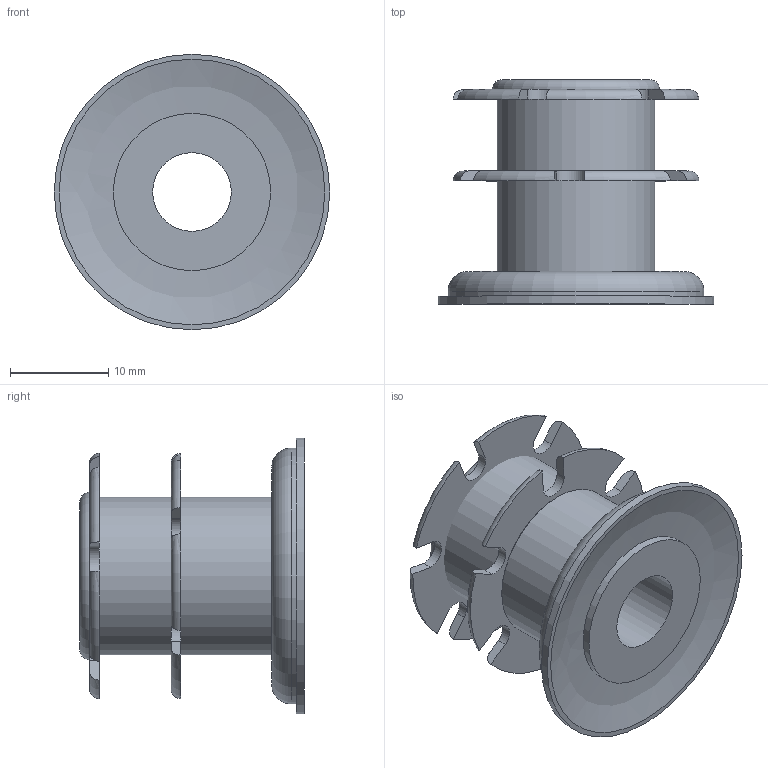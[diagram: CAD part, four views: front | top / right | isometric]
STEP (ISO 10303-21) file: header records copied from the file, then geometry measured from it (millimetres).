
FILE_DESCRIPTION((''),'2;1');
FILE_NAME('86325.stp','2019-12-17T10:05:57',('trakoczy'),(''),'Autodesk Inventor 2013','Autodesk Inventor 2013','');
FILE_SCHEMA(('AUTOMOTIVE_DESIGN { 1 0 10303 214 1 1 1 1 }'));
Length unit declared in the file: millimetre
Products named in the file (3): 86325; 86325- I; 86325- II
Assembly tree (3 placements, depth 2):
  86325
    86325- I
    86325- II  x2
Bounding box: 28 x 22.81 x 28 mm (x, y, z)
Volume: 4323.2 mm3; surface area: 4346.1 mm2
Topology: 3 solids, 3 shells, 74 faces, 185 edges, 124 vertices
Faces by surface type: plane 37, cylinder 22, torus 14, bspline 1
Full cylindrical faces by diameter (mm): 8 x1, 11 x1, 15 x2, 15.8 x1, 16 x3, 26 x1, 28 x1
Entity records: 1481 total; most frequent: CARTESIAN_POINT 351, DIRECTION 232, ORIENTED_EDGE 188, AXIS2_PLACEMENT_3D 98, EDGE_CURVE 94, VERTEX_POINT 70, EDGE_LOOP 70, FACE_OUTER_BOUND 47
